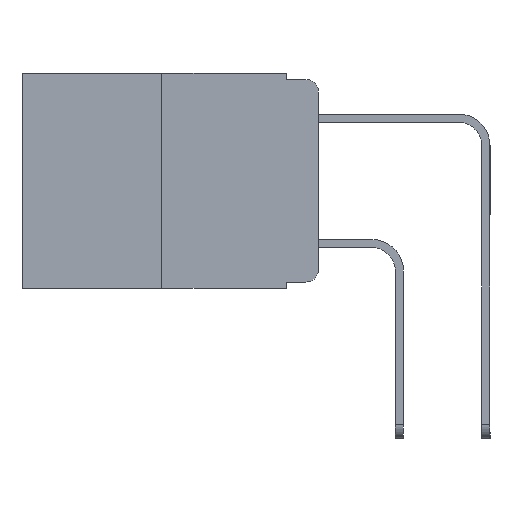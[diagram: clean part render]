
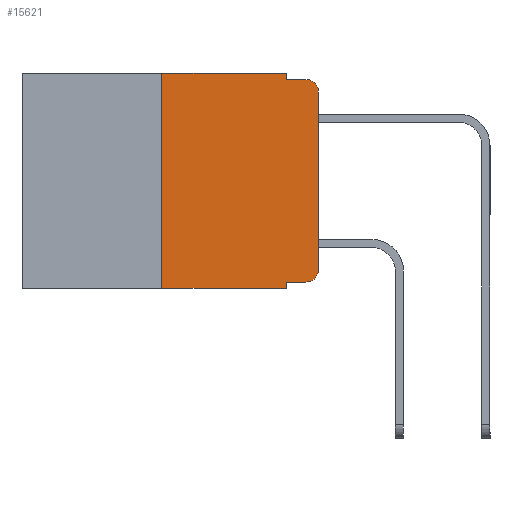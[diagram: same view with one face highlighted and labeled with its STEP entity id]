
A CAD part, left-side view. The second image highlights one B-rep face of the part: STEP entity #15621.
In plain terms, the highlighted planar face has unit normal (-1, 0, 0).
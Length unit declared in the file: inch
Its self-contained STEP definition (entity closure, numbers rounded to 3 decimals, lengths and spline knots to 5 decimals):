
#32 = ORIENTED_EDGE ( 'NONE', *, *, #12340, .F. ) ;
#538 = LINE ( 'NONE', #4554, #8359 ) ;
#551 = VERTEX_POINT ( 'NONE', #10292 ) ;
#923 = PLANE ( 'NONE',  #2614 ) ;
#1266 = VECTOR ( 'NONE', #16274, 39.37008 ) ;
#1425 = DIRECTION ( 'NONE',  ( 0., -1., 0. ) ) ;
#1615 = ORIENTED_EDGE ( 'NONE', *, *, #12117, .T. ) ;
#2130 = ORIENTED_EDGE ( 'NONE', *, *, #15714, .T. ) ;
#2442 = VERTEX_POINT ( 'NONE', #10132 ) ;
#2474 = CARTESIAN_POINT ( 'NONE',  ( 0., 0.25, 0. ) ) ;
#2614 = AXIS2_PLACEMENT_3D ( 'NONE', #14471, #18741, #10197 ) ;
#2652 = VERTEX_POINT ( 'NONE', #15980 ) ;
#2781 = LINE ( 'NONE', #6624, #6423 ) ;
#2865 = FACE_OUTER_BOUND ( 'NONE', #12022, .T. ) ;
#3359 = VECTOR ( 'NONE', #3436, 39.37008 ) ;
#3436 = DIRECTION ( 'NONE',  ( 0., -1., 0. ) ) ;
#4103 = AXIS2_PLACEMENT_3D ( 'NONE', #5803, #16019, #7305 ) ;
#4226 = EDGE_CURVE ( 'NONE', #2442, #8774, #19106, .T. ) ;
#4554 = CARTESIAN_POINT ( 'NONE',  ( 0., 0.051, 0. ) ) ;
#4585 = ORIENTED_EDGE ( 'NONE', *, *, #16669, .F. ) ;
#4730 = VECTOR ( 'NONE', #18635, 39.37008 ) ;
#5048 = VERTEX_POINT ( 'NONE', #2474 ) ;
#5253 = VECTOR ( 'NONE', #1425, 39.37008 ) ;
#5564 = LINE ( 'NONE', #14656, #12981 ) ;
#5803 = CARTESIAN_POINT ( 'NONE',  ( 0., 0.02, -0.03 ) ) ;
#5891 = DIRECTION ( 'NONE',  ( -1., 0., 0. ) ) ;
#6127 = DIRECTION ( 'NONE',  ( 0., 0., -1. ) ) ;
#6423 = VECTOR ( 'NONE', #18142, 39.37008 ) ;
#6542 = CARTESIAN_POINT ( 'NONE',  ( 0., 0.473, 0. ) ) ;
#6624 = CARTESIAN_POINT ( 'NONE',  ( 0., 0.051, -0.01 ) ) ;
#7305 = DIRECTION ( 'NONE',  ( 0., 0., -1. ) ) ;
#7420 = LINE ( 'NONE', #6542, #3359 ) ;
#7933 = ORIENTED_EDGE ( 'NONE', *, *, #19193, .F. ) ;
#8359 = VECTOR ( 'NONE', #6127, 39.37008 ) ;
#8509 = CARTESIAN_POINT ( 'NONE',  ( 0., 0.02, -0.01 ) ) ;
#8551 = CARTESIAN_POINT ( 'NONE',  ( 0., 0.25, -0.343 ) ) ;
#8774 = VERTEX_POINT ( 'NONE', #9144 ) ;
#8814 = VERTEX_POINT ( 'NONE', #13305 ) ;
#9144 = CARTESIAN_POINT ( 'NONE',  ( 0., 0., -0.03 ) ) ;
#10087 = CARTESIAN_POINT ( 'NONE',  ( 0., 0.25, 0. ) ) ;
#10132 = CARTESIAN_POINT ( 'NONE',  ( 0., 0., -0.313 ) ) ;
#10197 = DIRECTION ( 'NONE',  ( 0., 0., -1. ) ) ;
#10223 = EDGE_CURVE ( 'NONE', #5048, #19138, #7420, .T. ) ;
#10292 = CARTESIAN_POINT ( 'NONE',  ( 0., 0.051, -0.343 ) ) ;
#10411 = VERTEX_POINT ( 'NONE', #8509 ) ;
#10497 = EDGE_CURVE ( 'NONE', #8774, #10411, #18712, .T. ) ;
#12022 = EDGE_LOOP ( 'NONE', ( #15179, #13642, #32, #12756, #16517, #7933, #1615, #4585, #2130, #16742 ) ) ;
#12061 = CARTESIAN_POINT ( 'NONE',  ( 0., 0.473, -0.343 ) ) ;
#12117 = EDGE_CURVE ( 'NONE', #13818, #551, #13152, .T. ) ;
#12340 = EDGE_CURVE ( 'NONE', #2652, #10411, #2781, .T. ) ;
#12353 = DIRECTION ( 'NONE',  ( 0., 0., 1. ) ) ;
#12684 = LINE ( 'NONE', #10087, #4730 ) ;
#12756 = ORIENTED_EDGE ( 'NONE', *, *, #18027, .F. ) ;
#12908 = CARTESIAN_POINT ( 'NONE',  ( 0., 0.051, 0. ) ) ;
#12981 = VECTOR ( 'NONE', #16085, 39.37008 ) ;
#13152 = LINE ( 'NONE', #12061, #5253 ) ;
#13305 = CARTESIAN_POINT ( 'NONE',  ( 0., 0.02, -0.333 ) ) ;
#13365 = LINE ( 'NONE', #13447, #1266 ) ;
#13447 = CARTESIAN_POINT ( 'NONE',  ( 0., 0.051, 0. ) ) ;
#13642 = ORIENTED_EDGE ( 'NONE', *, *, #10497, .T. ) ;
#13818 = VERTEX_POINT ( 'NONE', #8551 ) ;
#14471 = CARTESIAN_POINT ( 'NONE',  ( 0., 0.473, 0. ) ) ;
#14656 = CARTESIAN_POINT ( 'NONE',  ( 0., 0.051, -0.333 ) ) ;
#14669 = CARTESIAN_POINT ( 'NONE',  ( 0., 0.02, -0.313 ) ) ;
#14772 = EDGE_CURVE ( 'NONE', #8814, #2442, #15943, .T. ) ;
#14928 = VERTEX_POINT ( 'NONE', #19190 ) ;
#15179 = ORIENTED_EDGE ( 'NONE', *, *, #4226, .T. ) ;
#15621 = ADVANCED_FACE ( 'NONE', ( #2865 ), #923, .F. ) ;
#15714 = EDGE_CURVE ( 'NONE', #14928, #8814, #5564, .T. ) ;
#15943 = CIRCLE ( 'NONE', #16021, 0.02 ) ;
#15980 = CARTESIAN_POINT ( 'NONE',  ( 0., 0.051, -0.01 ) ) ;
#16019 = DIRECTION ( 'NONE',  ( -1., 0., 0. ) ) ;
#16021 = AXIS2_PLACEMENT_3D ( 'NONE', #14669, #5891, #16097 ) ;
#16085 = DIRECTION ( 'NONE',  ( 0., -1., 0. ) ) ;
#16097 = DIRECTION ( 'NONE',  ( 0., 0., -1. ) ) ;
#16253 = CARTESIAN_POINT ( 'NONE',  ( 0., 0., 0. ) ) ;
#16274 = DIRECTION ( 'NONE',  ( 0., 0., -1. ) ) ;
#16517 = ORIENTED_EDGE ( 'NONE', *, *, #10223, .F. ) ;
#16669 = EDGE_CURVE ( 'NONE', #14928, #551, #538, .T. ) ;
#16742 = ORIENTED_EDGE ( 'NONE', *, *, #14772, .T. ) ;
#18027 = EDGE_CURVE ( 'NONE', #19138, #2652, #13365, .T. ) ;
#18142 = DIRECTION ( 'NONE',  ( 0., -1., 0. ) ) ;
#18635 = DIRECTION ( 'NONE',  ( 0., 0., 1. ) ) ;
#18650 = VECTOR ( 'NONE', #12353, 39.37008 ) ;
#18712 = CIRCLE ( 'NONE', #4103, 0.02 ) ;
#18741 = DIRECTION ( 'NONE',  ( 1., 0., 0. ) ) ;
#19106 = LINE ( 'NONE', #16253, #18650 ) ;
#19138 = VERTEX_POINT ( 'NONE', #12908 ) ;
#19190 = CARTESIAN_POINT ( 'NONE',  ( 0., 0.051, -0.333 ) ) ;
#19193 = EDGE_CURVE ( 'NONE', #13818, #5048, #12684, .T. ) ;
